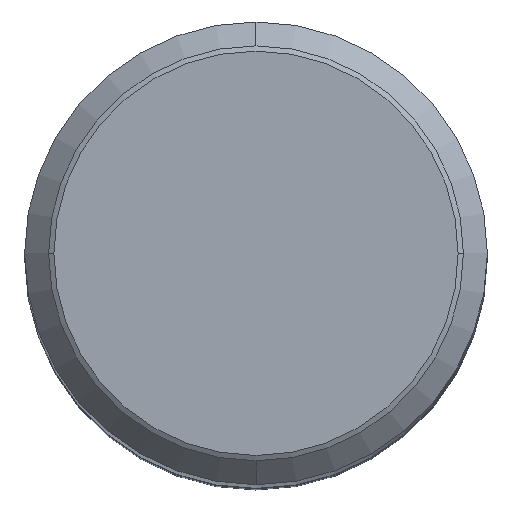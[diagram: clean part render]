
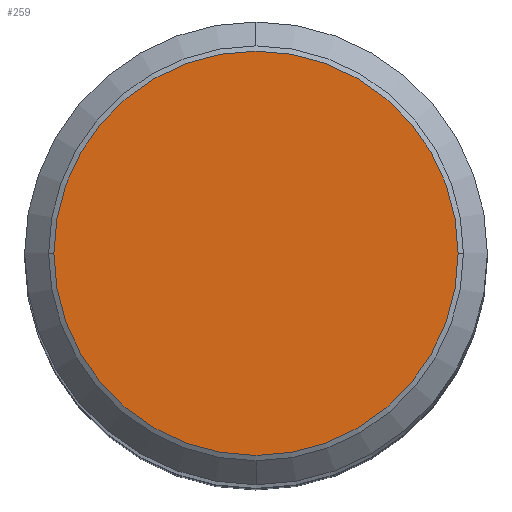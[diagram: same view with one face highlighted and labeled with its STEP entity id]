
A CAD part, top view. The second image highlights one B-rep face of the part: STEP entity #259.
In plain terms, the highlighted planar face has unit normal (0, 0, 1).
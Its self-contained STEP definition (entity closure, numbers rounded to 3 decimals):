
#165=EDGE_CURVE('',#181,#253,#363,.T.);
#171=EDGE_CURVE('',#253,#181,#370,.T.);
#181=VERTEX_POINT('',#380);
#253=VERTEX_POINT('',#457);
#259=ADVANCED_FACE('',(#465),#466,.T.);
#363=CIRCLE('',#583,13.105);
#370=CIRCLE('',#592,13.105);
#380=CARTESIAN_POINT('',(13.105,0.,158.75));
#457=CARTESIAN_POINT('',(-13.105,0.,158.75));
#465=FACE_OUTER_BOUND('',#713,.T.);
#466=PLANE('',#714);
#583=AXIS2_PLACEMENT_3D('',#861,#862,#863);
#592=AXIS2_PLACEMENT_3D('',#876,#877,#878);
#713=EDGE_LOOP('',(#971,#972));
#714=AXIS2_PLACEMENT_3D('',#973,#974,#975);
#861=CARTESIAN_POINT('',(0.,0.0,158.75));
#862=DIRECTION('',(0.0,0.0,1.0));
#863=DIRECTION('',(-1.0,0.,0.0));
#876=CARTESIAN_POINT('',(0.,0.0,158.75));
#877=DIRECTION('',(0.0,0.0,1.0));
#878=DIRECTION('',(-1.0,0.,0.0));
#971=ORIENTED_EDGE('',*,*,#171,.T.);
#972=ORIENTED_EDGE('',*,*,#165,.T.);
#973=CARTESIAN_POINT('',(0.,-6.625,158.75));
#974=DIRECTION('',(0.0,0.0,1.0));
#975=DIRECTION('',(0.,-1.0,0.0));
